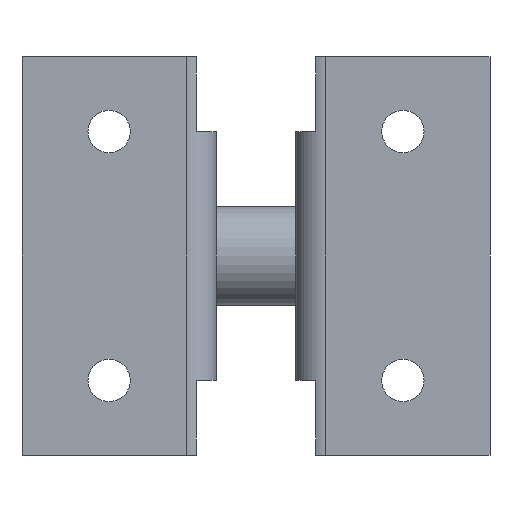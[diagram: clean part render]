
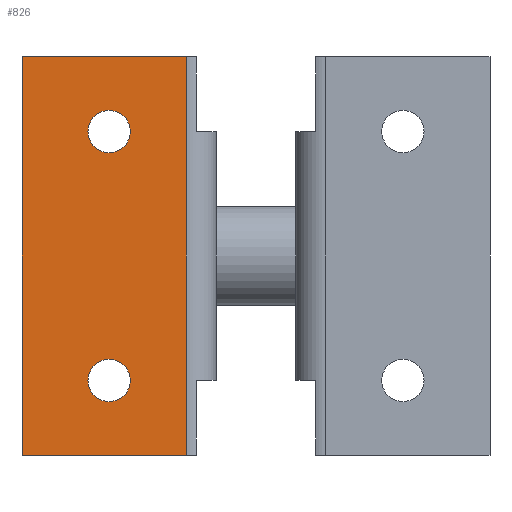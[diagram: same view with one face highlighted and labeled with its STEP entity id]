
A CAD part, left-side view. The second image highlights one B-rep face of the part: STEP entity #826.
In plain terms, the highlighted planar face has unit normal (-1, 0, 0).
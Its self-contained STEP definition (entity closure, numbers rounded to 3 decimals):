
#25=FACE_BOUND('',#139,.T.);
#26=FACE_BOUND('',#140,.T.);
#48=PLANE('',#915);
#84=FACE_OUTER_BOUND('',#138,.T.);
#138=EDGE_LOOP('',(#632,#633,#634,#635));
#139=EDGE_LOOP('',(#636));
#140=EDGE_LOOP('',(#637));
#209=LINE('',#1305,#279);
#216=LINE('',#1324,#286);
#217=LINE('',#1328,#287);
#218=LINE('',#1329,#288);
#279=VECTOR('',#1042,10.);
#286=VECTOR('',#1063,10.);
#287=VECTOR('',#1068,10.);
#288=VECTOR('',#1069,10.);
#332=CIRCLE('',#888,4.25);
#334=CIRCLE('',#891,4.25);
#376=VERTEX_POINT('',#1244);
#378=VERTEX_POINT('',#1250);
#398=VERTEX_POINT('',#1302);
#399=VERTEX_POINT('',#1304);
#404=VERTEX_POINT('',#1323);
#405=VERTEX_POINT('',#1327);
#453=EDGE_CURVE('',#376,#376,#332,.T.);
#456=EDGE_CURVE('',#378,#378,#334,.T.);
#481=EDGE_CURVE('',#399,#398,#209,.T.);
#491=EDGE_CURVE('',#404,#399,#216,.T.);
#493=EDGE_CURVE('',#405,#398,#217,.T.);
#494=EDGE_CURVE('',#404,#405,#218,.T.);
#632=ORIENTED_EDGE('',*,*,#481,.T.);
#633=ORIENTED_EDGE('',*,*,#493,.F.);
#634=ORIENTED_EDGE('',*,*,#494,.F.);
#635=ORIENTED_EDGE('',*,*,#491,.T.);
#636=ORIENTED_EDGE('',*,*,#453,.T.);
#637=ORIENTED_EDGE('',*,*,#456,.T.);
#826=ADVANCED_FACE('',(#84,#25,#26),#48,.T.);
#888=AXIS2_PLACEMENT_3D('',#1246,#987,#988);
#891=AXIS2_PLACEMENT_3D('',#1252,#994,#995);
#915=AXIS2_PLACEMENT_3D('',#1326,#1066,#1067);
#987=DIRECTION('center_axis',(1.,0.,0.));
#988=DIRECTION('ref_axis',(0.,0.,-1.));
#994=DIRECTION('center_axis',(1.,0.,0.));
#995=DIRECTION('ref_axis',(0.,0.,-1.));
#1042=DIRECTION('',(0.,1.,0.));
#1063=DIRECTION('',(0.,0.,1.));
#1066=DIRECTION('center_axis',(-1.,0.,0.));
#1067=DIRECTION('ref_axis',(0.,0.,1.));
#1068=DIRECTION('',(0.,0.,1.));
#1069=DIRECTION('',(0.,1.,0.));
#1244=CARTESIAN_POINT('',(-85.,2.,29.25));
#1246=CARTESIAN_POINT('Origin',(-85.,2.,25.));
#1250=CARTESIAN_POINT('',(-85.,2.,-20.75));
#1252=CARTESIAN_POINT('Origin',(-85.,2.,-25.));
#1302=CARTESIAN_POINT('',(-85.,19.5,40.));
#1304=CARTESIAN_POINT('',(-85.,-13.5,40.));
#1305=CARTESIAN_POINT('',(-85.,-13.5,40.));
#1323=CARTESIAN_POINT('',(-85.,-13.5,-40.));
#1324=CARTESIAN_POINT('',(-85.,-13.5,-40.));
#1326=CARTESIAN_POINT('Origin',(-85.,-13.5,-40.));
#1327=CARTESIAN_POINT('',(-85.,19.5,-40.));
#1328=CARTESIAN_POINT('',(-85.,19.5,-40.));
#1329=CARTESIAN_POINT('',(-85.,-13.5,-40.));
